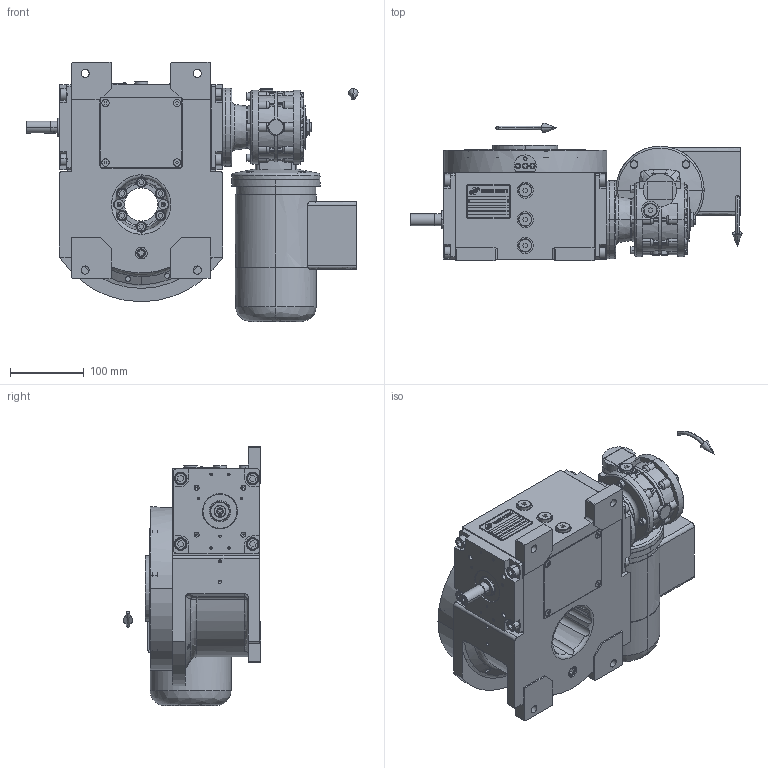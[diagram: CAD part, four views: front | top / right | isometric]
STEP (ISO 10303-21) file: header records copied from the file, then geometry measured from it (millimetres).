
FILE_DESCRIPTION (( 'STEP AP203' ), '1' );
FILE_NAME ('PC5200591.step', '2024-09-04T11:36:14', ( '' ), ( '' ), 'SwSTEP 2.0', 'SolidWorks 2020', '' );
FILE_SCHEMA (( 'CONFIG_CONTROL_DESIGN' ));
Length unit declared in the file: millimetre
Products named in the file (82): cfn2000_01_103; cfn2104_01_016; rig06_004_s_001; AS_rig06_017; rig06_001_a; cfn2151_01_290; rig06_003_8; AS_cfn2476_01_002_60x46; rig06_005_n_01; cfn2000_01_124; rig06_016; cfn2000_01_126; cfn2128_04_004; olio_agip_blasia_150; cfn2003_01_054; RMI40_F1_LCB_DX_56B5; cfn2000_01_161; rig06_007_master; 900_38_30_003; cfn2476_01_002_60x46; cfn2151_01_109; CFN2000_01_185.stp; cfn2128_19_002; rig06_004; CFN2203_02_001.stp; AS_rig06_002_bl_003; CFN2223_01-570X6-B.stp; 9004_2512; CFN2356_03_047.stp; cfn2077_01_018; cfn2070_05_005; rig06_002_bl_003; cfn2276_01_074; AS_rig06_016; cfn2107_01_001; rig06_071_08_m_asm.stp; CFN2104_02_017.stp; AS_rig06_004; cfn2155_01_056; cfn2158_01_010 ...
Assembly tree (74 placements, depth 5):
  cfn2151_01_290
  olio_agip_blasia_150
  rig06_007_master
  cfn2151_01_109
  CFN2203_02_001.stp
Bounding box: 451 x 187 x 352 mm (x, y, z)
Volume: 5223569.3 mm3; surface area: 1045671.9 mm2
Topology: 65 solids, 65 shells, 3277 faces, 8257 edges, 5280 vertices
Faces by surface type: plane 1535, cylinder 1069, cone 450, torus 132, bspline 85, sphere 6
Entity records: 118363 total; most frequent: CARTESIAN_POINT 33891, DIRECTION 15824, ORIENTED_EDGE 15762, EDGE_CURVE 7881, AXIS2_PLACEMENT_3D 5724, VERTEX_POINT 5099, VECTOR 4376, LINE 4376
